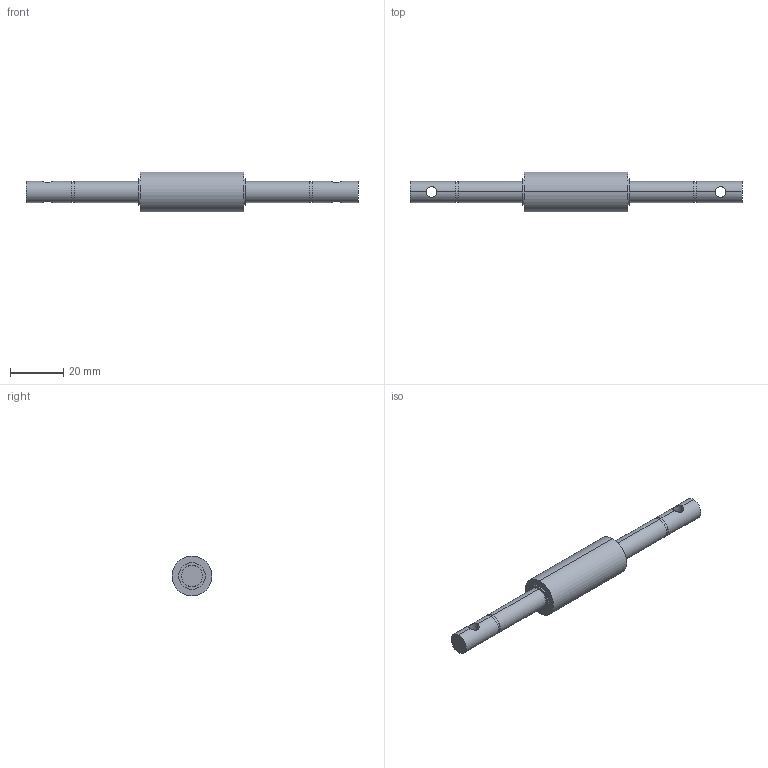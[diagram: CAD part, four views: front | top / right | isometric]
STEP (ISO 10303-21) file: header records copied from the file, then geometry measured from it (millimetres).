
FILE_DESCRIPTION (( 'STEP AP214' ), '1' );
FILE_NAME ('Axe pour deux roues.STEP', '2020-07-31T14:15:20', ( '' ), ( '' ), 'SwSTEP 2.0', 'SolidWorks 2016', '' );
FILE_SCHEMA (( 'AUTOMOTIVE_DESIGN' ));
Length unit declared in the file: millimetre
Products named in the file (1): Axe pour deux roues
Bounding box: 125 x 15 x 15 mm (x, y, z)
Volume: 11039.6 mm3; surface area: 4512.1 mm2
Topology: 1 solids, 1 shells, 32 faces, 70 edges, 44 vertices
Faces by surface type: cylinder 22, plane 10
Entity records: 1144 total; most frequent: CARTESIAN_POINT 379, DIRECTION 164, ORIENTED_EDGE 140, EDGE_CURVE 70, AXIS2_PLACEMENT_3D 69, VERTEX_POINT 44, EDGE_LOOP 40, CIRCLE 36
